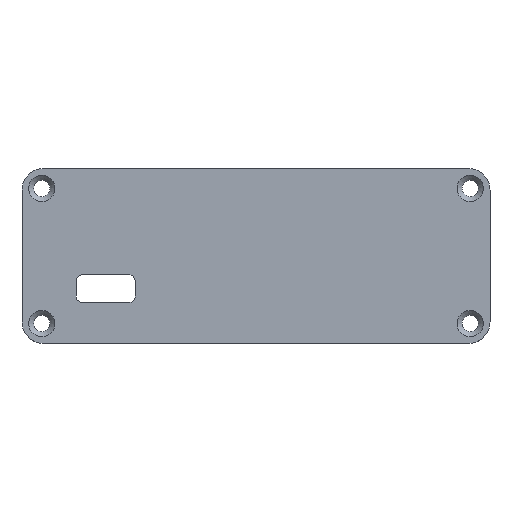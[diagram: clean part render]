
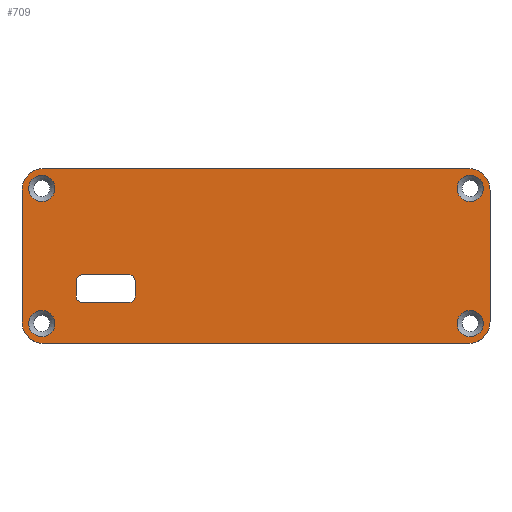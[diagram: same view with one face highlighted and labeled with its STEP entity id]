
A CAD part, top view. The second image highlights one B-rep face of the part: STEP entity #709.
In plain terms, the highlighted planar face has unit normal (0, 0, 1).
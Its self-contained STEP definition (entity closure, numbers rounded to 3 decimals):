
#106=FACE_BOUND('',#231,.T.);
#107=FACE_BOUND('',#232,.T.);
#108=FACE_BOUND('',#233,.T.);
#109=FACE_BOUND('',#234,.T.);
#110=FACE_BOUND('',#235,.T.);
#115=CIRCLE('',#736,1.);
#117=CIRCLE('',#740,1.);
#119=CIRCLE('',#744,1.);
#121=CIRCLE('',#748,1.);
#123=CIRCLE('',#752,2.);
#124=CIRCLE('',#753,2.);
#128=CIRCLE('',#759,2.);
#129=CIRCLE('',#760,2.);
#133=CIRCLE('',#766,2.);
#134=CIRCLE('',#767,2.);
#138=CIRCLE('',#773,2.);
#139=CIRCLE('',#774,2.);
#143=CIRCLE('',#780,3.25);
#148=CIRCLE('',#788,3.25);
#149=CIRCLE('',#791,3.25);
#150=CIRCLE('',#793,3.25);
#193=FACE_OUTER_BOUND('',#230,.T.);
#230=EDGE_LOOP('',(#640,#641,#642,#643,#644,#645,#646,#647));
#231=EDGE_LOOP('',(#648,#649,#650,#651,#652,#653,#654,#655));
#232=EDGE_LOOP('',(#656,#657));
#233=EDGE_LOOP('',(#658,#659));
#234=EDGE_LOOP('',(#660,#661));
#235=EDGE_LOOP('',(#662,#663));
#250=LINE('',#1061,#302);
#254=LINE('',#1073,#306);
#260=LINE('',#1088,#312);
#263=LINE('',#1097,#315);
#276=LINE('',#1168,#328);
#282=LINE('',#1189,#334);
#286=LINE('',#1200,#338);
#287=LINE('',#1202,#339);
#302=VECTOR('',#844,10.);
#306=VECTOR('',#856,10.);
#312=VECTOR('',#870,10.);
#315=VECTOR('',#881,10.);
#328=VECTOR('',#958,10.);
#334=VECTOR('',#978,10.);
#338=VECTOR('',#992,10.);
#339=VECTOR('',#995,10.);
#348=VERTEX_POINT('',#1051);
#349=VERTEX_POINT('',#1052);
#352=VERTEX_POINT('',#1060);
#354=VERTEX_POINT('',#1066);
#356=VERTEX_POINT('',#1072);
#358=VERTEX_POINT('',#1078);
#359=VERTEX_POINT('',#1079);
#362=VERTEX_POINT('',#1090);
#364=VERTEX_POINT('',#1099);
#365=VERTEX_POINT('',#1100);
#369=VERTEX_POINT('',#1113);
#370=VERTEX_POINT('',#1114);
#374=VERTEX_POINT('',#1127);
#375=VERTEX_POINT('',#1128);
#379=VERTEX_POINT('',#1141);
#380=VERTEX_POINT('',#1142);
#384=VERTEX_POINT('',#1155);
#385=VERTEX_POINT('',#1156);
#389=VERTEX_POINT('',#1166);
#395=VERTEX_POINT('',#1182);
#396=VERTEX_POINT('',#1183);
#397=VERTEX_POINT('',#1188);
#398=VERTEX_POINT('',#1192);
#399=VERTEX_POINT('',#1196);
#412=EDGE_CURVE('',#348,#349,#115,.T.);
#416=EDGE_CURVE('',#352,#349,#250,.T.);
#419=EDGE_CURVE('',#352,#354,#117,.T.);
#422=EDGE_CURVE('',#356,#354,#254,.T.);
#425=EDGE_CURVE('',#358,#359,#119,.T.);
#430=EDGE_CURVE('',#348,#359,#260,.T.);
#431=EDGE_CURVE('',#356,#362,#121,.T.);
#435=EDGE_CURVE('',#358,#362,#263,.T.);
#436=EDGE_CURVE('',#364,#365,#123,.T.);
#437=EDGE_CURVE('',#365,#364,#124,.T.);
#443=EDGE_CURVE('',#369,#370,#128,.T.);
#444=EDGE_CURVE('',#370,#369,#129,.T.);
#450=EDGE_CURVE('',#374,#375,#133,.T.);
#451=EDGE_CURVE('',#375,#374,#134,.T.);
#457=EDGE_CURVE('',#379,#380,#138,.T.);
#458=EDGE_CURVE('',#380,#379,#139,.T.);
#464=EDGE_CURVE('',#384,#385,#143,.T.);
#470=EDGE_CURVE('',#384,#389,#276,.T.);
#477=EDGE_CURVE('',#395,#396,#148,.T.);
#480=EDGE_CURVE('',#397,#396,#282,.T.);
#482=EDGE_CURVE('',#397,#398,#149,.T.);
#484=EDGE_CURVE('',#399,#389,#150,.T.);
#486=EDGE_CURVE('',#399,#398,#286,.T.);
#487=EDGE_CURVE('',#395,#385,#287,.T.);
#640=ORIENTED_EDGE('',*,*,#464,.F.);
#641=ORIENTED_EDGE('',*,*,#470,.T.);
#642=ORIENTED_EDGE('',*,*,#484,.F.);
#643=ORIENTED_EDGE('',*,*,#486,.T.);
#644=ORIENTED_EDGE('',*,*,#482,.F.);
#645=ORIENTED_EDGE('',*,*,#480,.T.);
#646=ORIENTED_EDGE('',*,*,#477,.F.);
#647=ORIENTED_EDGE('',*,*,#487,.T.);
#648=ORIENTED_EDGE('',*,*,#416,.T.);
#649=ORIENTED_EDGE('',*,*,#412,.F.);
#650=ORIENTED_EDGE('',*,*,#430,.T.);
#651=ORIENTED_EDGE('',*,*,#425,.F.);
#652=ORIENTED_EDGE('',*,*,#435,.T.);
#653=ORIENTED_EDGE('',*,*,#431,.F.);
#654=ORIENTED_EDGE('',*,*,#422,.T.);
#655=ORIENTED_EDGE('',*,*,#419,.F.);
#656=ORIENTED_EDGE('',*,*,#436,.T.);
#657=ORIENTED_EDGE('',*,*,#437,.T.);
#658=ORIENTED_EDGE('',*,*,#443,.T.);
#659=ORIENTED_EDGE('',*,*,#444,.T.);
#660=ORIENTED_EDGE('',*,*,#450,.T.);
#661=ORIENTED_EDGE('',*,*,#451,.T.);
#662=ORIENTED_EDGE('',*,*,#457,.T.);
#663=ORIENTED_EDGE('',*,*,#458,.T.);
#678=PLANE('',#796);
#709=ADVANCED_FACE('',(#193,#106,#107,#108,#109,#110),#678,.T.);
#736=AXIS2_PLACEMENT_3D('',#1053,#836,#837);
#740=AXIS2_PLACEMENT_3D('',#1067,#849,#850);
#744=AXIS2_PLACEMENT_3D('',#1080,#861,#862);
#748=AXIS2_PLACEMENT_3D('',#1091,#873,#874);
#752=AXIS2_PLACEMENT_3D('',#1101,#884,#885);
#753=AXIS2_PLACEMENT_3D('',#1102,#886,#887);
#759=AXIS2_PLACEMENT_3D('',#1115,#900,#901);
#760=AXIS2_PLACEMENT_3D('',#1116,#902,#903);
#766=AXIS2_PLACEMENT_3D('',#1129,#916,#917);
#767=AXIS2_PLACEMENT_3D('',#1130,#918,#919);
#773=AXIS2_PLACEMENT_3D('',#1143,#932,#933);
#774=AXIS2_PLACEMENT_3D('',#1144,#934,#935);
#780=AXIS2_PLACEMENT_3D('',#1157,#948,#949);
#788=AXIS2_PLACEMENT_3D('',#1184,#972,#973);
#791=AXIS2_PLACEMENT_3D('',#1193,#982,#983);
#793=AXIS2_PLACEMENT_3D('',#1197,#987,#988);
#796=AXIS2_PLACEMENT_3D('',#1203,#996,#997);
#836=DIRECTION('center_axis',(0.,0.,1.));
#837=DIRECTION('ref_axis',(0.707,-0.707,0.));
#844=DIRECTION('',(0.,-1.,0.));
#849=DIRECTION('center_axis',(0.,0.,1.));
#850=DIRECTION('ref_axis',(0.707,0.707,0.));
#856=DIRECTION('',(1.,0.,0.));
#861=DIRECTION('center_axis',(0.,0.,1.));
#862=DIRECTION('ref_axis',(-0.707,-0.707,0.));
#870=DIRECTION('',(-1.,0.,0.));
#873=DIRECTION('center_axis',(0.,0.,1.));
#874=DIRECTION('ref_axis',(-0.707,0.707,0.));
#881=DIRECTION('',(0.,1.,0.));
#884=DIRECTION('center_axis',(0.,0.,-1.));
#885=DIRECTION('ref_axis',(1.,0.,0.));
#886=DIRECTION('center_axis',(0.,0.,-1.));
#887=DIRECTION('ref_axis',(1.,0.,0.));
#900=DIRECTION('center_axis',(0.,0.,-1.));
#901=DIRECTION('ref_axis',(1.,0.,0.));
#902=DIRECTION('center_axis',(0.,0.,-1.));
#903=DIRECTION('ref_axis',(1.,0.,0.));
#916=DIRECTION('center_axis',(0.,0.,-1.));
#917=DIRECTION('ref_axis',(1.,0.,0.));
#918=DIRECTION('center_axis',(0.,0.,-1.));
#919=DIRECTION('ref_axis',(1.,0.,0.));
#932=DIRECTION('center_axis',(0.,0.,-1.));
#933=DIRECTION('ref_axis',(1.,0.,0.));
#934=DIRECTION('center_axis',(0.,0.,-1.));
#935=DIRECTION('ref_axis',(1.,0.,0.));
#948=DIRECTION('center_axis',(0.,0.,-1.));
#949=DIRECTION('ref_axis',(0.707,0.707,0.));
#958=DIRECTION('',(-1.,0.,0.));
#972=DIRECTION('center_axis',(0.,0.,-1.));
#973=DIRECTION('ref_axis',(0.707,-0.707,0.));
#978=DIRECTION('',(1.,0.,0.));
#982=DIRECTION('center_axis',(0.,0.,-1.));
#983=DIRECTION('ref_axis',(-0.707,-0.707,0.));
#987=DIRECTION('center_axis',(0.,0.,-1.));
#988=DIRECTION('ref_axis',(-0.707,0.707,0.));
#992=DIRECTION('',(0.,-1.,0.));
#995=DIRECTION('',(0.,1.,0.));
#996=DIRECTION('center_axis',(0.,0.,1.));
#997=DIRECTION('ref_axis',(1.,0.,0.));
#1051=CARTESIAN_POINT('',(-19.3,-7.05,1.2));
#1052=CARTESIAN_POINT('',(-18.3,-6.05,1.2));
#1053=CARTESIAN_POINT('Origin',(-19.3,-6.05,1.2));
#1060=CARTESIAN_POINT('',(-18.3,-3.85,1.2));
#1061=CARTESIAN_POINT('',(-18.3,-1.425,1.2));
#1066=CARTESIAN_POINT('',(-19.3,-2.85,1.2));
#1067=CARTESIAN_POINT('Origin',(-19.3,-3.85,1.2));
#1072=CARTESIAN_POINT('',(-26.3,-2.85,1.2));
#1073=CARTESIAN_POINT('',(-13.65,-2.85,1.2));
#1078=CARTESIAN_POINT('',(-27.3,-6.05,1.2));
#1079=CARTESIAN_POINT('',(-26.3,-7.05,1.2));
#1080=CARTESIAN_POINT('Origin',(-26.3,-6.05,1.2));
#1088=CARTESIAN_POINT('',(-9.15,-7.05,1.2));
#1090=CARTESIAN_POINT('',(-27.3,-3.85,1.2));
#1091=CARTESIAN_POINT('Origin',(-26.3,-3.85,1.2));
#1097=CARTESIAN_POINT('',(-27.3,-3.525,1.2));
#1099=CARTESIAN_POINT('',(34.5,-10.25,1.2));
#1100=CARTESIAN_POINT('',(30.5,-10.25,1.2));
#1101=CARTESIAN_POINT('Origin',(32.5,-10.25,1.2));
#1102=CARTESIAN_POINT('Origin',(32.5,-10.25,1.2));
#1113=CARTESIAN_POINT('',(-30.5,10.25,1.2));
#1114=CARTESIAN_POINT('',(-34.5,10.25,1.2));
#1115=CARTESIAN_POINT('Origin',(-32.5,10.25,1.2));
#1116=CARTESIAN_POINT('Origin',(-32.5,10.25,1.2));
#1127=CARTESIAN_POINT('',(34.5,10.25,1.2));
#1128=CARTESIAN_POINT('',(30.5,10.25,1.2));
#1129=CARTESIAN_POINT('Origin',(32.5,10.25,1.2));
#1130=CARTESIAN_POINT('Origin',(32.5,10.25,1.2));
#1141=CARTESIAN_POINT('',(-30.5,-10.25,1.2));
#1142=CARTESIAN_POINT('',(-34.5,-10.25,1.2));
#1143=CARTESIAN_POINT('Origin',(-32.5,-10.25,1.2));
#1144=CARTESIAN_POINT('Origin',(-32.5,-10.25,1.2));
#1155=CARTESIAN_POINT('',(32.25,13.25,1.2));
#1156=CARTESIAN_POINT('',(35.5,10.,1.2));
#1157=CARTESIAN_POINT('Origin',(32.25,10.,1.2));
#1166=CARTESIAN_POINT('',(-32.25,13.25,1.2));
#1168=CARTESIAN_POINT('',(35.5,13.25,1.2));
#1182=CARTESIAN_POINT('',(35.5,-10.,1.2));
#1183=CARTESIAN_POINT('',(32.25,-13.25,1.2));
#1184=CARTESIAN_POINT('Origin',(32.25,-10.,1.2));
#1188=CARTESIAN_POINT('',(-32.25,-13.25,1.2));
#1189=CARTESIAN_POINT('',(-35.5,-13.25,1.2));
#1192=CARTESIAN_POINT('',(-35.5,-10.,1.2));
#1193=CARTESIAN_POINT('Origin',(-32.25,-10.,1.2));
#1196=CARTESIAN_POINT('',(-35.5,10.,1.2));
#1197=CARTESIAN_POINT('Origin',(-32.25,10.,1.2));
#1200=CARTESIAN_POINT('',(-35.5,13.25,1.2));
#1202=CARTESIAN_POINT('',(35.5,-13.25,1.2));
#1203=CARTESIAN_POINT('Origin',(0.,0.,1.2));
